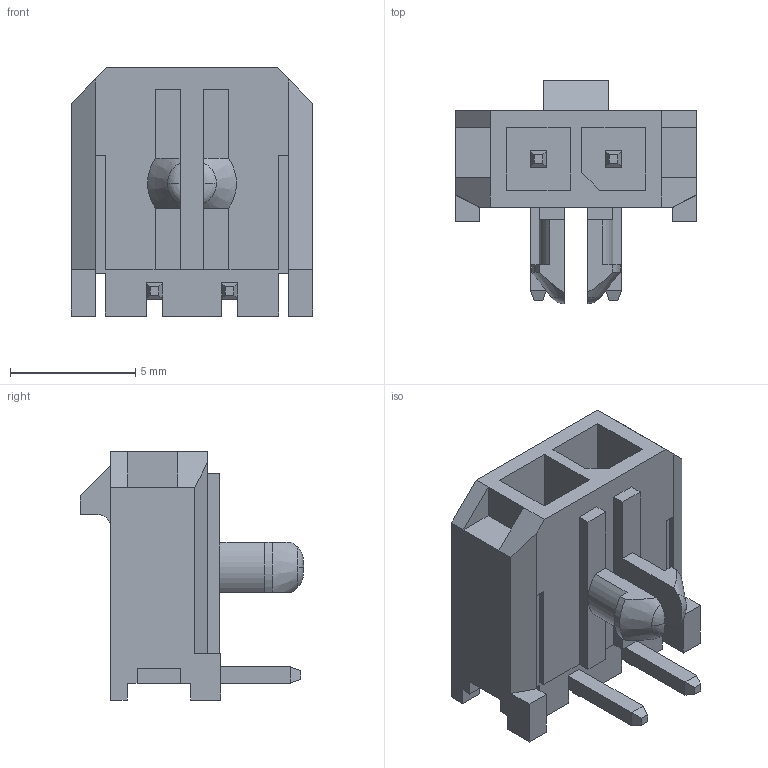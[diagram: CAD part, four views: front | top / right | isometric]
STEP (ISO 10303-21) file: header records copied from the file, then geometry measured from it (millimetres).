
FILE_DESCRIPTION (( 'STEP AP214' ), '1' );
FILE_NAME ('Molex Micro-Fit 3.0 2-pin Right Angle Receptacle.STEP', '2015-04-03T05:00:12', ( '' ), ( '' ), 'SwSTEP 2.0', 'SolidWorks 2014', '' );
FILE_SCHEMA (( 'AUTOMOTIVE_DESIGN' ));
Length unit declared in the file: inch
Products named in the file (1): Molex Micro-Fit 3.0 2-pin Right Angle Receptacle
Bounding box: 9.65 x 8.9 x 9.9 mm (x, y, z)
Volume: 268.3 mm3; surface area: 622.3 mm2
Topology: 2 solids, 2 shells, 192 faces, 505 edges, 322 vertices
Faces by surface type: plane 181, cylinder 5, torus 4, cone 2
Entity records: 6419 total; most frequent: CARTESIAN_POINT 1072, ORIENTED_EDGE 1010, DIRECTION 897, EDGE_CURVE 505, LINE 475, VECTOR 475, VERTEX_POINT 322, AXIS2_PLACEMENT_3D 211
